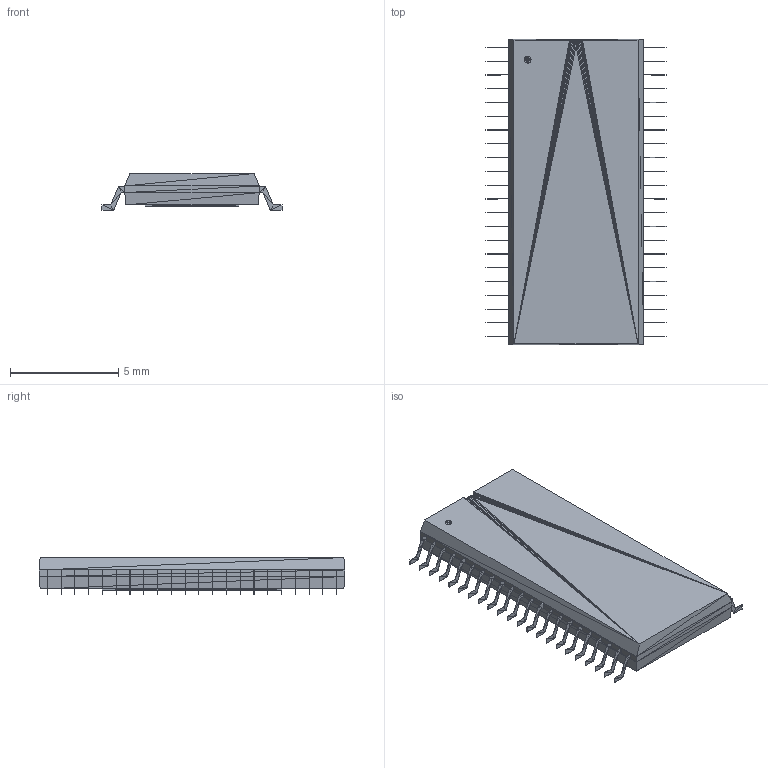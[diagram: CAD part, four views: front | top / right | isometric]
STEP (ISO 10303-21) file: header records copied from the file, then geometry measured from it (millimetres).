
FILE_DESCRIPTION(('STEP AP214'),'1');
FILE_NAME('DDW44_8P26X4P31-M','2020-02-25T19:56:22',(''),(''),'','','');
FILE_SCHEMA(('AUTOMOTIVE_DESIGN'));
Length unit declared in the file: millimetre
Products named in the file (1): product
Bounding box: 8.3 x 14.1 x 1.7 mm (x, y, z)
Volume: 1.9 mm3; surface area: 332.1 mm2
Topology: 46 solids, 47 shells, 1473 faces, 2211 edges, 831 vertices
Faces by surface type: plane 1473
Entity records: 28333 total; most frequent: DIRECTION 5159, ORIENTED_EDGE 4419, CARTESIAN_POINT 2305, EDGE_CURVE 2211, LINE 2211, VECTOR 2211, AXIS2_PLACEMENT_3D 1474, STYLED_ITEM 1473
